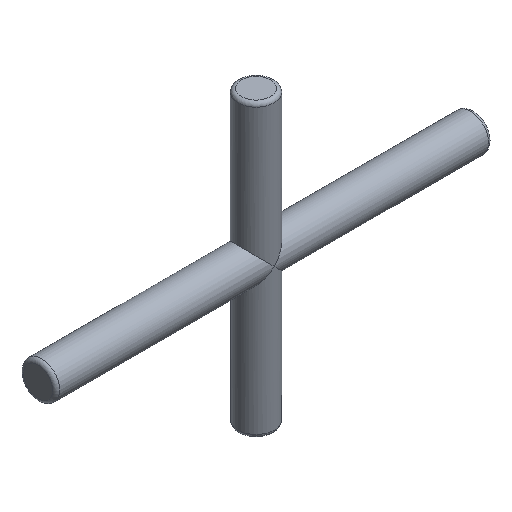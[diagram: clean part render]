
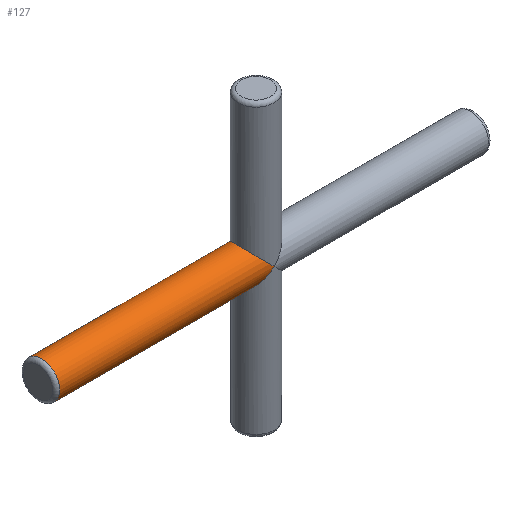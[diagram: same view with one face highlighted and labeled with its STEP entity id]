
A CAD part, isometric view. The second image highlights one B-rep face of the part: STEP entity #127.
In plain terms, the highlighted cylindrical face has radius 5 mm (diameter 10 mm), a full revolution.
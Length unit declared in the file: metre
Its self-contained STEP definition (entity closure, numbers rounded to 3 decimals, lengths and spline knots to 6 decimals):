
#22=ELLIPSE('',#157,0.007071,0.005);
#23=ELLIPSE('',#162,0.007071,0.005);
#33=ORIENTED_EDGE('',*,*,#56,.T.);
#34=ORIENTED_EDGE('',*,*,#57,.F.);
#35=ORIENTED_EDGE('',*,*,#54,.F.);
#54=EDGE_CURVE('',#62,#61,#22,.F.);
#56=EDGE_CURVE('',#67,#67,#75,.T.);
#57=EDGE_CURVE('',#61,#62,#23,.F.);
#61=VERTEX_POINT('',#226);
#62=VERTEX_POINT('',#227);
#67=VERTEX_POINT('',#244);
#75=CIRCLE('',#161,0.005);
#85=EDGE_LOOP('',(#33));
#86=EDGE_LOOP('',(#34,#35));
#105=FACE_BOUND('',#85,.T.);
#106=FACE_BOUND('',#86,.T.);
#120=CYLINDRICAL_SURFACE('',#160,0.005);
#127=ADVANCED_FACE('',(#105,#106),#120,.T.);
#157=AXIS2_PLACEMENT_3D('',#238,#193,#194);
#160=AXIS2_PLACEMENT_3D('',#242,#199,#200);
#161=AXIS2_PLACEMENT_3D('',#243,#201,#202);
#162=AXIS2_PLACEMENT_3D('',#245,#203,#204);
#193=DIRECTION('',(-0.707,0.,0.707));
#194=DIRECTION('',(-0.707,0.,-0.707));
#199=DIRECTION('',(-1.,0.,0.));
#200=DIRECTION('',(0.,0.,1.));
#201=DIRECTION('',(1.,0.,0.));
#202=DIRECTION('',(0.,0.,-1.));
#203=DIRECTION('',(-0.707,0.,-0.707));
#204=DIRECTION('',(-0.707,0.,0.707));
#226=CARTESIAN_POINT('',(0.,0.005,0.));
#227=CARTESIAN_POINT('',(0.,-0.005,0.));
#238=CARTESIAN_POINT('',(0.,0.,0.));
#242=CARTESIAN_POINT('',(0.06,0.,0.));
#243=CARTESIAN_POINT('',(-0.059,0.,0.));
#244=CARTESIAN_POINT('',(-0.059,0.,-0.005));
#245=CARTESIAN_POINT('',(0.,0.,0.));
